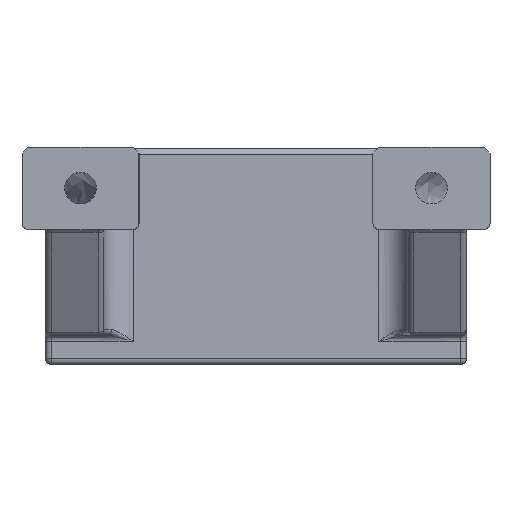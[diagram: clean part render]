
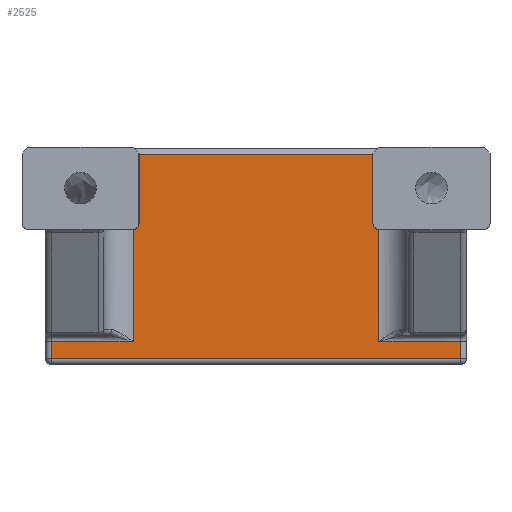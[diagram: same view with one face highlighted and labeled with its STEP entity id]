
A CAD part, top view. The second image highlights one B-rep face of the part: STEP entity #2525.
In plain terms, the highlighted planar face has unit normal (0, 0, 1).
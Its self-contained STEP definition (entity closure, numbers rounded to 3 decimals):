
#50=PLANE('',#2829);
#301=FACE_OUTER_BOUND('',#469,.T.);
#469=EDGE_LOOP('',(#2079,#2080,#2081,#2082,#2083,#2084,#2085,#2086));
#787=LINE('',#4688,#961);
#792=LINE('',#4720,#966);
#801=LINE('',#4767,#975);
#812=LINE('',#4814,#986);
#813=LINE('',#4816,#987);
#814=LINE('',#4818,#988);
#815=LINE('',#4820,#989);
#816=LINE('',#4821,#990);
#961=VECTOR('',#3330,10.);
#966=VECTOR('',#3371,10.);
#975=VECTOR('',#3404,10.);
#986=VECTOR('',#3467,10.);
#987=VECTOR('',#3470,10.);
#988=VECTOR('',#3471,10.);
#989=VECTOR('',#3472,10.);
#990=VECTOR('',#3473,10.);
#1113=VERTEX_POINT('',#4294);
#1178=VERTEX_POINT('',#4586);
#1204=VERTEX_POINT('',#4681);
#1206=VERTEX_POINT('',#4686);
#1210=VERTEX_POINT('',#4702);
#1215=VERTEX_POINT('',#4715);
#1234=VERTEX_POINT('',#4817);
#1235=VERTEX_POINT('',#4819);
#1487=EDGE_CURVE('',#1206,#1204,#787,.T.);
#1504=EDGE_CURVE('',#1210,#1215,#792,.T.);
#1521=EDGE_CURVE('',#1204,#1210,#801,.T.);
#1544=EDGE_CURVE('',#1215,#1113,#812,.T.);
#1545=EDGE_CURVE('',#1178,#1206,#813,.T.);
#1546=EDGE_CURVE('',#1234,#1178,#814,.T.);
#1547=EDGE_CURVE('',#1235,#1234,#815,.T.);
#1548=EDGE_CURVE('',#1113,#1235,#816,.T.);
#2079=ORIENTED_EDGE('',*,*,#1504,.F.);
#2080=ORIENTED_EDGE('',*,*,#1521,.F.);
#2081=ORIENTED_EDGE('',*,*,#1487,.F.);
#2082=ORIENTED_EDGE('',*,*,#1545,.F.);
#2083=ORIENTED_EDGE('',*,*,#1546,.F.);
#2084=ORIENTED_EDGE('',*,*,#1547,.F.);
#2085=ORIENTED_EDGE('',*,*,#1548,.F.);
#2086=ORIENTED_EDGE('',*,*,#1544,.F.);
#2525=ADVANCED_FACE('',(#301),#50,.T.);
#2829=AXIS2_PLACEMENT_3D('',#4815,#3468,#3469);
#3330=DIRECTION('',(0.,-1.,0.));
#3371=DIRECTION('',(0.,1.,0.));
#3404=DIRECTION('',(-1.,0.,0.));
#3467=DIRECTION('',(1.,0.,0.));
#3468=DIRECTION('center_axis',(0.,0.,1.));
#3469=DIRECTION('ref_axis',(-1.,0.,0.));
#3470=DIRECTION('',(1.,0.,0.));
#3471=DIRECTION('',(0.,-1.,0.));
#3472=DIRECTION('',(1.,0.,0.));
#3473=DIRECTION('',(0.,1.,0.));
#4294=CARTESIAN_POINT('',(-21.,-33.,-105.));
#4586=CARTESIAN_POINT('',(21.,-33.,-105.));
#4681=CARTESIAN_POINT('',(35.,-36.,-105.));
#4686=CARTESIAN_POINT('',(35.,-33.,-105.));
#4688=CARTESIAN_POINT('',(35.,0.,-105.));
#4702=CARTESIAN_POINT('',(-35.,-36.,-105.));
#4715=CARTESIAN_POINT('',(-35.,-33.,-105.));
#4720=CARTESIAN_POINT('',(-35.,0.,-105.));
#4767=CARTESIAN_POINT('',(31.,-36.,-105.));
#4814=CARTESIAN_POINT('',(31.,-33.,-105.));
#4815=CARTESIAN_POINT('Origin',(26.,0.,-105.));
#4816=CARTESIAN_POINT('',(31.,-33.,-105.));
#4817=CARTESIAN_POINT('',(21.,-1.,-105.));
#4818=CARTESIAN_POINT('',(21.,0.,-105.));
#4819=CARTESIAN_POINT('',(-21.,-1.,-105.));
#4820=CARTESIAN_POINT('',(13.,-1.,-105.));
#4821=CARTESIAN_POINT('',(-21.,0.,-105.));
